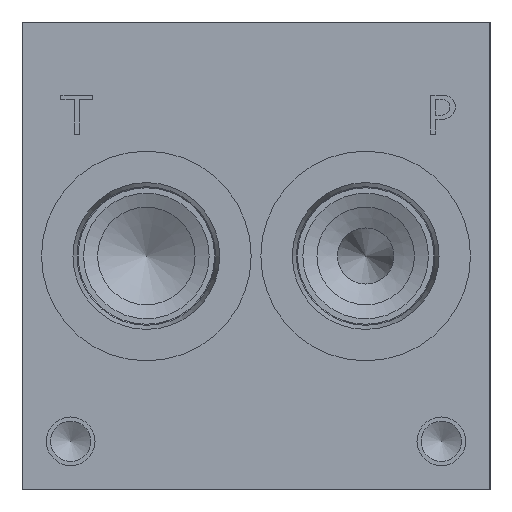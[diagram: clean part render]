
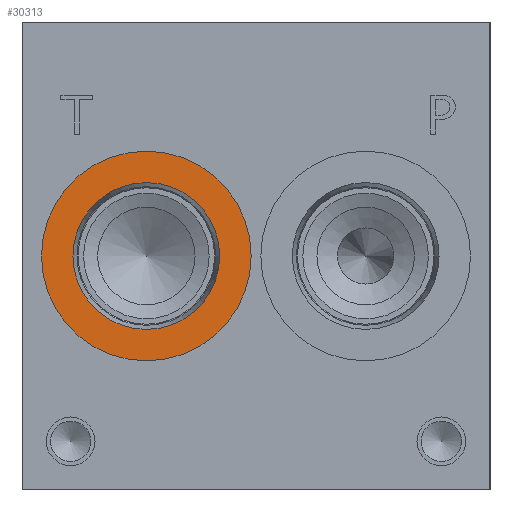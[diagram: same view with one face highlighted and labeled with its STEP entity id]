
A CAD part, left-side view. The second image highlights one B-rep face of the part: STEP entity #30313.
In plain terms, the highlighted planar face has unit normal (-1, 0, 0).
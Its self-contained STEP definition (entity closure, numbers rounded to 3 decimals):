
#1055=CIRCLE('',#31790,17.069);
#1056=CIRCLE('',#31791,17.069);
#1057=CIRCLE('',#31793,11.951);
#1058=CIRCLE('',#31794,11.951);
#2926=FACE_BOUND('',#5905,.T.);
#4129=FACE_OUTER_BOUND('',#5904,.T.);
#5904=EDGE_LOOP('',(#24350,#24351));
#5905=EDGE_LOOP('',(#24352,#24353));
#13501=VERTEX_POINT('',#50680);
#13502=VERTEX_POINT('',#50682);
#13503=VERTEX_POINT('',#50686);
#13504=VERTEX_POINT('',#50687);
#17429=EDGE_CURVE('',#13501,#13502,#1055,.T.);
#17430=EDGE_CURVE('',#13502,#13501,#1056,.T.);
#17431=EDGE_CURVE('',#13503,#13504,#1057,.T.);
#17432=EDGE_CURVE('',#13504,#13503,#1058,.T.);
#24350=ORIENTED_EDGE('',*,*,#17430,.F.);
#24351=ORIENTED_EDGE('',*,*,#17429,.F.);
#24352=ORIENTED_EDGE('',*,*,#17431,.T.);
#24353=ORIENTED_EDGE('',*,*,#17432,.T.);
#28342=PLANE('',#31792);
#30313=ADVANCED_FACE('',(#4129,#2926),#28342,.F.);
#31790=AXIS2_PLACEMENT_3D('',#50683,#37071,#37072);
#31791=AXIS2_PLACEMENT_3D('',#50684,#37073,#37074);
#31792=AXIS2_PLACEMENT_3D('',#50685,#37075,#37076);
#31793=AXIS2_PLACEMENT_3D('',#50688,#37077,#37078);
#31794=AXIS2_PLACEMENT_3D('',#50689,#37079,#37080);
#37071=DIRECTION('center_axis',(1.,0.,0.));
#37072=DIRECTION('ref_axis',(0.,0.,-1.));
#37073=DIRECTION('center_axis',(1.,0.,0.));
#37074=DIRECTION('ref_axis',(0.,0.,-1.));
#37075=DIRECTION('center_axis',(1.,0.,0.));
#37076=DIRECTION('ref_axis',(0.,0.,-1.));
#37077=DIRECTION('center_axis',(1.,0.,0.));
#37078=DIRECTION('ref_axis',(0.,0.,-1.));
#37079=DIRECTION('center_axis',(1.,0.,0.));
#37080=DIRECTION('ref_axis',(0.,0.,-1.));
#50680=CARTESIAN_POINT('',(0.787,55.956,21.031));
#50682=CARTESIAN_POINT('',(0.787,55.956,55.169));
#50683=CARTESIAN_POINT('Origin',(0.787,55.956,38.1));
#50684=CARTESIAN_POINT('Origin',(0.787,55.956,38.1));
#50685=CARTESIAN_POINT('Origin',(0.787,55.956,50.051));
#50686=CARTESIAN_POINT('',(0.787,55.956,50.051));
#50687=CARTESIAN_POINT('',(0.787,55.956,26.149));
#50688=CARTESIAN_POINT('Origin',(0.787,55.956,38.1));
#50689=CARTESIAN_POINT('Origin',(0.787,55.956,38.1));
